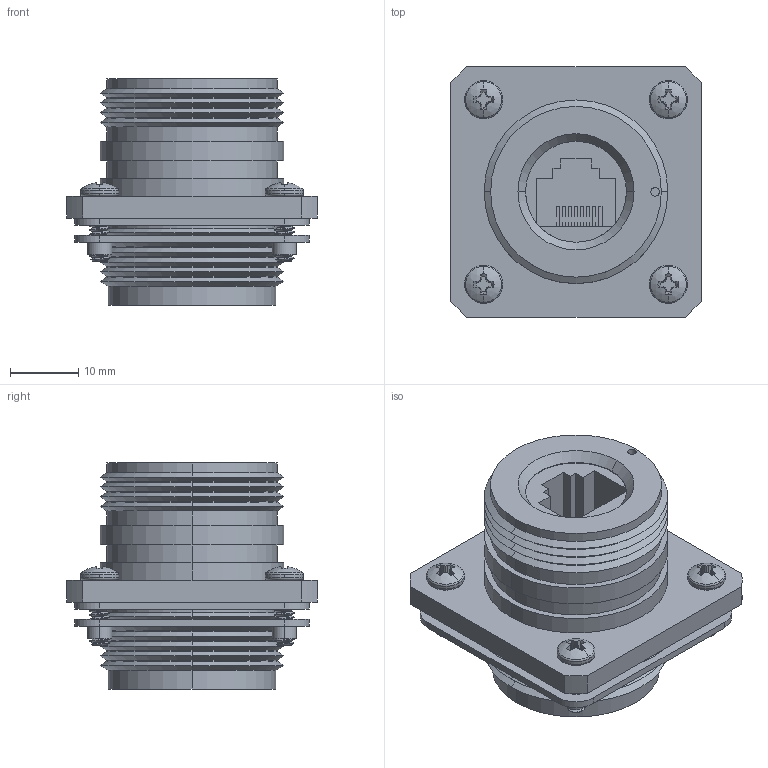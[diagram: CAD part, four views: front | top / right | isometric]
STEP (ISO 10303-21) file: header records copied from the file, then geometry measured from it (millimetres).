
FILE_DESCRIPTION (( 'STEP AP214' ), '1' );
FILE_NAME ('ECRH0203U00.STEP', '2012-11-07T15:36:50', ( 'x' ), ( '' ), 'SwSTEP 2.0', 'SolidWorks 2012', '' );
FILE_SCHEMA (( 'AUTOMOTIVE_DESIGN' ));
Length unit declared in the file: inch
Products named in the file (5): 3AA01-033; 3AA13-007; 3AA13-006; ECRH0203U00
Assembly tree (7 placements, depth 2):
  ECRH0203U00
    ECRH0203U00
    3AA13-006
    3AA13-007
    3AA01-033  x4
Bounding box: 36.58 x 36.58 x 33.02 mm (x, y, z)
Volume: 17780 mm3; surface area: 10730.1 mm2
Topology: 11 solids, 11 shells, 780 faces, 2140 edges, 1396 vertices
Faces by surface type: cylinder 454, plane 208, cone 80, torus 18, bspline 12, sphere 8
Entity records: 16930 total; most frequent: CARTESIAN_POINT 4047, ORIENTED_EDGE 2078, DIRECTION 1941, EDGE_CURVE 1039, AXIS2_PLACEMENT_3D 687, VERTEX_POINT 667, VECTOR 567, LINE 567
